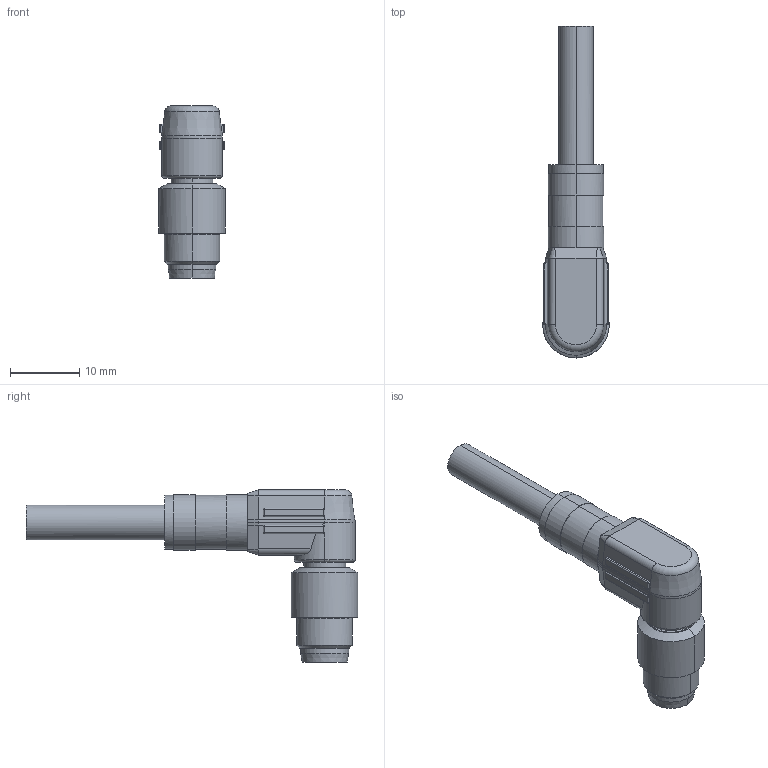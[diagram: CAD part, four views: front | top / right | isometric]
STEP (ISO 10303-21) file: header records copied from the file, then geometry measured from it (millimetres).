
FILE_DESCRIPTION(('CATIA V5 STEP Exchange','CAx-IF Rec.Pracs.--- Model Styling and Organization---1.4--- 2014-01-23'),'2;1');
FILE_NAME ('408941-3_0_2466630150_2466630150.stp','2020-08-25T05:27:20+00:00',('none'),('Weidmueller'),'CATIA Version 5-6 Release 2016 SP3 HF44','CATIA V5 STEP AP214','none');
FILE_SCHEMA(('AUTOMOTIVE_DESIGN { 1 0 10303 214 1 1 1 1 }'));
Length unit declared in the file: millimetre
Products named in the file (1): 2466630150
Bounding box: 9.6 x 47.9 x 24.85 mm (x, y, z)
Volume: 2886.1 mm3; surface area: 2672 mm2
Topology: 7 solids, 7 shells, 262 faces, 649 edges, 370 vertices
Faces by surface type: cylinder 112, plane 69, sphere 36, torus 21, bspline 17, cone 7
Entity records: 8039 total; most frequent: CARTESIAN_POINT 2656, ORIENTED_EDGE 1210, DIRECTION 879, EDGE_CURVE 595, AXIS2_PLACEMENT_3D 435, VERTEX_POINT 360, EDGE_LOOP 277, ADVANCED_FACE 262
